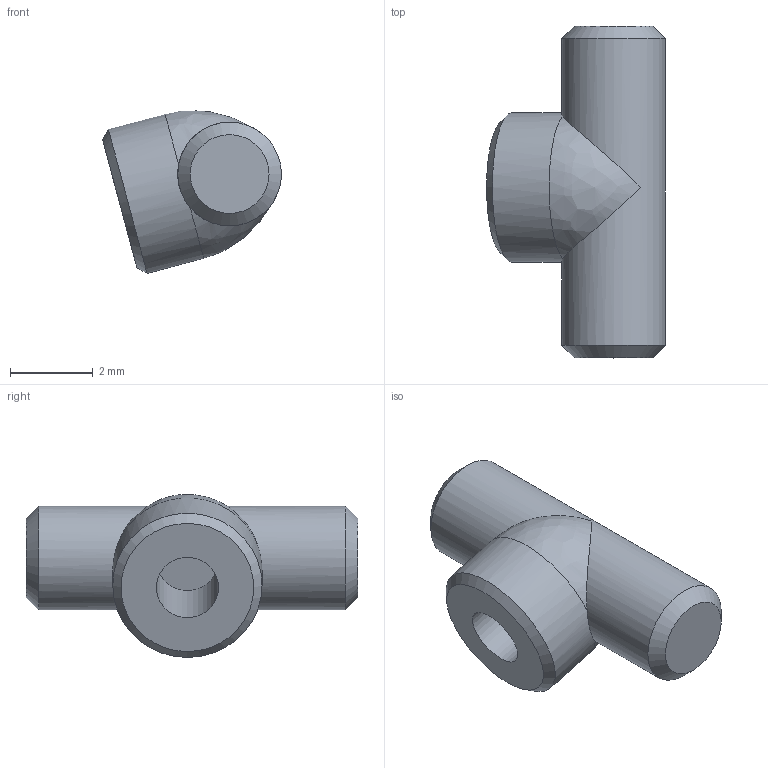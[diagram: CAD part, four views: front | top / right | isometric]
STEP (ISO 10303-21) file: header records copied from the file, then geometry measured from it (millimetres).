
FILE_DESCRIPTION(/* description */ (''),/* implementation_level */ '2;1');
FILE_NAME(/* name */ '手臂推杆轴.step',/* time_stamp */ '2022-03-15T10:54:28+08:00',/* author */ (''),/* organization */ (''),/* preprocessor_version */ 'ST-DEVELOPER v18.1',/* originating_system */ 'Autodesk Translation Framework v10.13.0.1454',/* authorisation */ '');
FILE_SCHEMA (('AUTOMOTIVE_DESIGN { 1 0 10303 214 3 1 1 }'));
Length unit declared in the file: millimetre
Products named in the file (1): 手臂推杆轴
Bounding box: 4.31 x 8 x 3.93 mm (x, y, z)
Volume: 53.3 mm3; surface area: 104.2 mm2
Topology: 1 solids, 1 shells, 12 faces, 27 edges, 18 vertices
Faces by surface type: plane 4, cylinder 3, cone 3, bspline 2
Full cylindrical faces by diameter (mm): 1.5 x1, 2.5 x1, 3.6 x1
Entity records: 493 total; most frequent: CARTESIAN_POINT 192, ORIENTED_EDGE 54, DIRECTION 53, EDGE_CURVE 27, AXIS2_PLACEMENT_3D 23, VERTEX_POINT 18, EDGE_LOOP 13, FACE_OUTER_BOUND 12
